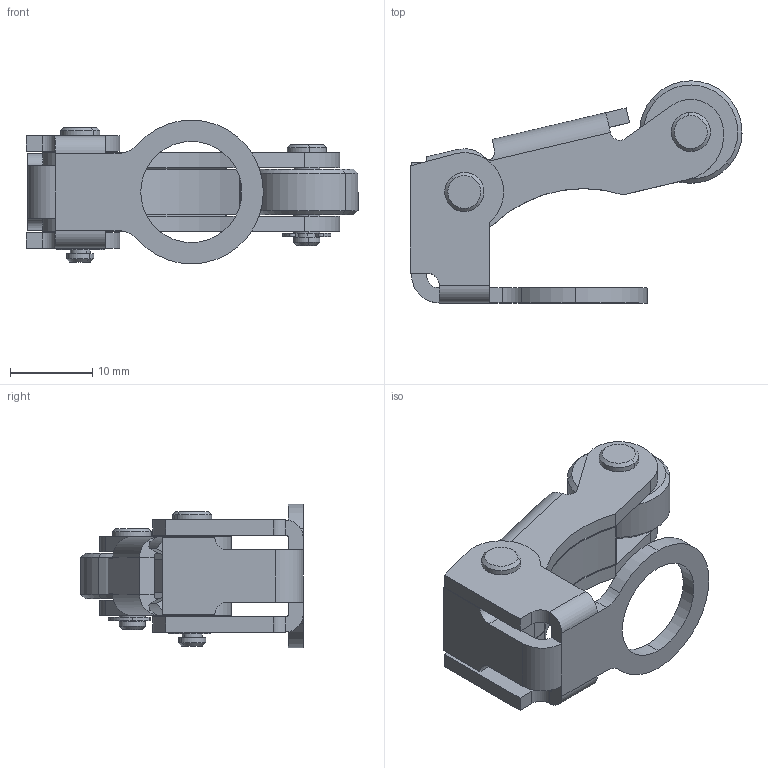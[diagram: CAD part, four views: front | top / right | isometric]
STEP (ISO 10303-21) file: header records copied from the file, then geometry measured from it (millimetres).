
FILE_DESCRIPTION (( 'STEP AP214' ), '1' );
FILE_NAME ('GV-CAM.step', '2018-10-25T18:23:21', ( '' ), ( '' ), 'SwSTEP 2.0', 'SolidWorks 2018', '' );
FILE_SCHEMA (( 'AUTOMOTIVE_DESIGN' ));
Length unit declared in the file: inch
Products named in the file (1): GV-CAM
Bounding box: 40.34 x 27 x 17.48 mm (x, y, z)
Volume: 3965.6 mm3; surface area: 4990.4 mm2
Topology: 8 solids, 8 shells, 213 faces, 529 edges, 338 vertices
Faces by surface type: cylinder 102, plane 89, cone 16, bspline 6
Entity records: 9693 total; most frequent: CARTESIAN_POINT 1569, DIRECTION 1141, ORIENTED_EDGE 1058, EDGE_CURVE 529, AXIS2_PLACEMENT_3D 428, VERTEX_POINT 338, LINE 285, VECTOR 285
